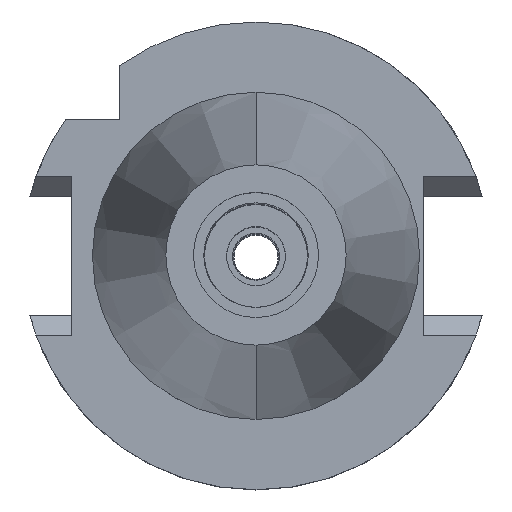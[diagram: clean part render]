
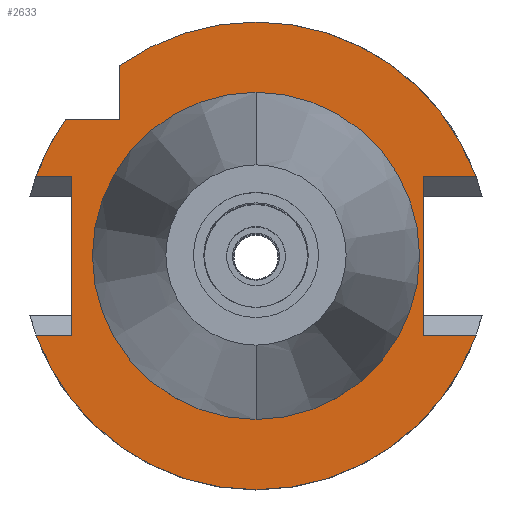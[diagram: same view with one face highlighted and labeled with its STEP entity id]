
A CAD part, top view. The second image highlights one B-rep face of the part: STEP entity #2633.
In plain terms, the highlighted planar face has unit normal (0, 0, 1).
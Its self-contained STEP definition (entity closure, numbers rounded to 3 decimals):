
#671=DIRECTION('',(0.,-1.,0.));
#672=VECTOR('',#671,7.334);
#673=CARTESIAN_POINT('',(-18.5,25.834,-1.));
#674=LINE('',#673,#672);
#820=DIRECTION('',(0.,-1.,0.));
#821=VECTOR('',#820,21.5);
#822=CARTESIAN_POINT('',(-25.,10.75,-1.));
#823=LINE('',#822,#821);
#893=DIRECTION('',(-1.,0.,0.));
#894=VECTOR('',#893,7.334);
#895=CARTESIAN_POINT('',(-18.5,18.5,-1.));
#896=LINE('',#895,#894);
#917=CARTESIAN_POINT('',(0.,0.,-1.));
#918=DIRECTION('',(0.,0.,-1.));
#919=DIRECTION('',(-0.582,0.813,0.));
#920=AXIS2_PLACEMENT_3D('',#917,#918,#919);
#925=CARTESIAN_POINT('',(0.,0.,-1.));
#926=DIRECTION('',(0.,0.,-1.));
#927=DIRECTION('',(0.,1.,0.));
#928=AXIS2_PLACEMENT_3D('',#925,#926,#927);
#933=DIRECTION('',(0.,-1.,0.));
#934=VECTOR('',#933,21.5);
#935=CARTESIAN_POINT('',(22.7,10.75,-1.));
#936=LINE('',#935,#934);
#940=DIRECTION('',(1.,0.,0.));
#941=VECTOR('',#940,7.201);
#942=CARTESIAN_POINT('',(22.7,-10.75,-1.));
#943=LINE('',#942,#941);
#947=CARTESIAN_POINT('',(0.,0.,-1.));
#948=DIRECTION('',(0.,0.,-1.));
#949=DIRECTION('',(0.941,-0.338,0.));
#950=AXIS2_PLACEMENT_3D('',#947,#948,#949);
#955=CARTESIAN_POINT('',(0.,0.,-1.));
#956=DIRECTION('',(0.,0.,-1.));
#957=DIRECTION('',(0.,-1.,0.));
#958=AXIS2_PLACEMENT_3D('',#955,#956,#957);
#963=DIRECTION('',(-1.,0.,0.));
#964=VECTOR('',#963,4.901);
#965=CARTESIAN_POINT('',(-25.,10.75,-1.));
#966=LINE('',#965,#964);
#970=CARTESIAN_POINT('',(0.,0.,-1.));
#971=DIRECTION('',(0.,0.,-1.));
#972=DIRECTION('',(-0.941,0.338,0.));
#973=AXIS2_PLACEMENT_3D('',#970,#971,#972);
#978=CARTESIAN_POINT('',(0.,0.,-1.));
#979=DIRECTION('',(0.,0.,1.));
#980=DIRECTION('',(0.,-1.,0.));
#981=AXIS2_PLACEMENT_3D('',#978,#979,#980);
#986=CARTESIAN_POINT('',(0.,0.,-1.));
#987=DIRECTION('',(0.,0.,1.));
#988=DIRECTION('',(0.,1.,0.));
#989=AXIS2_PLACEMENT_3D('',#986,#987,#988);
#1011=CARTESIAN_POINT('',(29.901,10.75,-1.));
#1167=DIRECTION('',(1.,0.,0.));
#1168=VECTOR('',#1167,7.201);
#1169=CARTESIAN_POINT('',(22.7,10.75,-1.));
#1170=LINE('',#1169,#1168);
#1174=CARTESIAN_POINT('',(29.901,-10.75,-1.));
#1199=CARTESIAN_POINT('',(-29.901,-10.75,-1.));
#1348=DIRECTION('',(-1.,0.,0.));
#1349=VECTOR('',#1348,4.901);
#1350=CARTESIAN_POINT('',(-25.,-10.75,-1.));
#1351=LINE('',#1350,#1349);
#1684=CARTESIAN_POINT('',(-18.5,25.834,-1.));
#1685=VERTEX_POINT('',#1684);
#1686=CARTESIAN_POINT('',(-18.5,18.5,-1.));
#1687=VERTEX_POINT('',#1686);
#1736=CARTESIAN_POINT('',(-25.,10.75,-1.));
#1737=VERTEX_POINT('',#1736);
#1738=CARTESIAN_POINT('',(-25.,-10.75,-1.));
#1739=VERTEX_POINT('',#1738);
#1779=VERTEX_POINT('',#1174);
#1780=VERTEX_POINT('',#1199);
#1781=CARTESIAN_POINT('',(0.,-31.775,-1.));
#1782=VERTEX_POINT('',#1781);
#1785=VERTEX_POINT('',#1011);
#1786=CARTESIAN_POINT('',(0.,31.775,-1.));
#1787=VERTEX_POINT('',#1786);
#1788=CARTESIAN_POINT('',(-25.834,18.5,-1.));
#1789=VERTEX_POINT('',#1788);
#1790=CARTESIAN_POINT('',(-29.901,10.75,-1.));
#1791=VERTEX_POINT('',#1790);
#1792=CARTESIAN_POINT('',(22.7,-10.75,-1.));
#1793=VERTEX_POINT('',#1792);
#1794=CARTESIAN_POINT('',(22.7,10.75,-1.));
#1795=VERTEX_POINT('',#1794);
#1796=CARTESIAN_POINT('',(0.,-22.225,-1.));
#1797=CARTESIAN_POINT('',(0.,22.225,-1.));
#1798=VERTEX_POINT('',#1796);
#1799=VERTEX_POINT('',#1797);
#2598=CARTESIAN_POINT('',(0.,0.,-1.));
#2599=DIRECTION('',(0.,0.,-1.));
#2600=DIRECTION('',(0.,-1.,0.));
#2601=AXIS2_PLACEMENT_3D('',#2598,#2599,#2600);
#2602=PLANE('',#2601);
#2603=ORIENTED_EDGE('',*,*,#2378,.F.);
#2605=ORIENTED_EDGE('',*,*,#2604,.T.);
#2607=ORIENTED_EDGE('',*,*,#2606,.T.);
#2609=ORIENTED_EDGE('',*,*,#2608,.F.);
#2610=ORIENTED_EDGE('',*,*,#2438,.T.);
#2612=ORIENTED_EDGE('',*,*,#2611,.T.);
#2614=ORIENTED_EDGE('',*,*,#2613,.T.);
#2616=ORIENTED_EDGE('',*,*,#2615,.T.);
#2618=ORIENTED_EDGE('',*,*,#2617,.F.);
#2619=ORIENTED_EDGE('',*,*,#2525,.F.);
#2621=ORIENTED_EDGE('',*,*,#2620,.T.);
#2623=ORIENTED_EDGE('',*,*,#2622,.T.);
#2624=ORIENTED_EDGE('',*,*,#2580,.F.);
#2625=EDGE_LOOP('',(#2603,#2605,#2607,#2609,#2610,#2612,#2614,#2616,#2618,#2619,
#2621,#2623,#2624));
#2626=FACE_OUTER_BOUND('',#2625,.F.);
#2628=ORIENTED_EDGE('',*,*,#2627,.T.);
#2630=ORIENTED_EDGE('',*,*,#2629,.T.);
#2631=EDGE_LOOP('',(#2628,#2630));
#2632=FACE_BOUND('',#2631,.F.);
#921=CIRCLE('',#920,31.775);
#929=CIRCLE('',#928,31.775);
#951=CIRCLE('',#950,31.775);
#959=CIRCLE('',#958,31.775);
#974=CIRCLE('',#973,31.775);
#982=CIRCLE('',#981,22.225);
#990=CIRCLE('',#989,22.225);
#2378=EDGE_CURVE('',#1685,#1687,#674,.T.);
#2438=EDGE_CURVE('',#1795,#1793,#936,.T.);
#2525=EDGE_CURVE('',#1737,#1739,#823,.T.);
#2580=EDGE_CURVE('',#1687,#1789,#896,.T.);
#2604=EDGE_CURVE('',#1685,#1787,#921,.T.);
#2606=EDGE_CURVE('',#1787,#1785,#929,.T.);
#2608=EDGE_CURVE('',#1795,#1785,#1170,.T.);
#2611=EDGE_CURVE('',#1793,#1779,#943,.T.);
#2613=EDGE_CURVE('',#1779,#1782,#951,.T.);
#2615=EDGE_CURVE('',#1782,#1780,#959,.T.);
#2617=EDGE_CURVE('',#1739,#1780,#1351,.T.);
#2620=EDGE_CURVE('',#1737,#1791,#966,.T.);
#2622=EDGE_CURVE('',#1791,#1789,#974,.T.);
#2627=EDGE_CURVE('',#1798,#1799,#982,.T.);
#2629=EDGE_CURVE('',#1799,#1798,#990,.T.);
#2633=ADVANCED_FACE('',(#2626,#2632),#2602,.F.);
